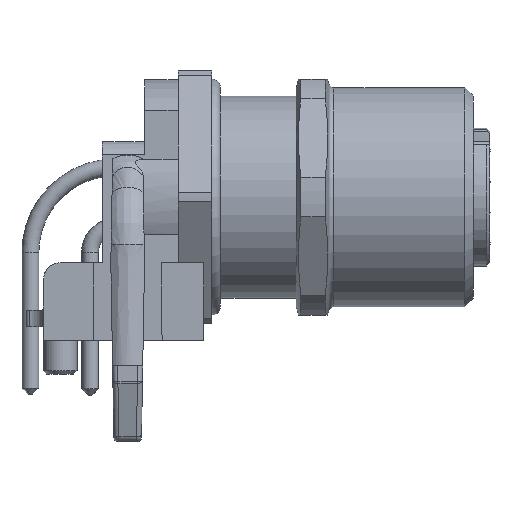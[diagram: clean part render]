
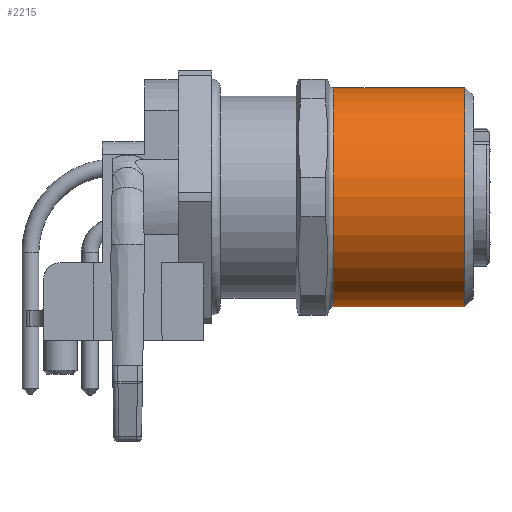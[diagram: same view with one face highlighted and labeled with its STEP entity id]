
A CAD part, left-side view. The second image highlights one B-rep face of the part: STEP entity #2215.
In plain terms, the highlighted cylindrical face has radius 6.5 mm (diameter 13 mm), a full revolution.
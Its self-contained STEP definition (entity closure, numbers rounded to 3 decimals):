
#2215=ADVANCED_FACE('',(#2750,#2751),#2643,.T.);
#2643=CYLINDRICAL_SURFACE('',#7688,6.5);
#2750=FACE_BOUND('',#2896,.T.);
#2751=FACE_BOUND('',#2897,.T.);
#2896=EDGE_LOOP('',(#3439));
#2897=EDGE_LOOP('',(#3440));
#3439=ORIENTED_EDGE('',*,*,#6347,.T.);
#3440=ORIENTED_EDGE('',*,*,#6348,.T.);
#5602=VERTEX_POINT('',#10336);
#5603=VERTEX_POINT('',#10338);
#6347=EDGE_CURVE('',#5602,#5602,#7417,.T.);
#6348=EDGE_CURVE('',#5603,#5603,#7418,.T.);
#7417=CIRCLE('',#7686,6.5);
#7418=CIRCLE('',#7687,6.5);
#7686=AXIS2_PLACEMENT_3D('',#10335,#8388,#8389);
#7687=AXIS2_PLACEMENT_3D('',#10337,#8390,#8391);
#7688=AXIS2_PLACEMENT_3D('',#10339,#8392,#8393);
#8388=DIRECTION('',(0.,-1.,0.));
#8389=DIRECTION('',(-0.5,0.,0.866));
#8390=DIRECTION('',(0.,1.,0.));
#8391=DIRECTION('',(0.5,0.,-0.866));
#8392=DIRECTION('',(0.,-1.,0.));
#8393=DIRECTION('',(0.5,0.,-0.866));
#10335=CARTESIAN_POINT('',(0.,-9.23,0.));
#10336=CARTESIAN_POINT('',(-3.25,-9.23,5.629));
#10337=CARTESIAN_POINT('',(0.,-17.,0.));
#10338=CARTESIAN_POINT('',(3.25,-17.,-5.629));
#10339=CARTESIAN_POINT('',(0.,-17.5,0.));
